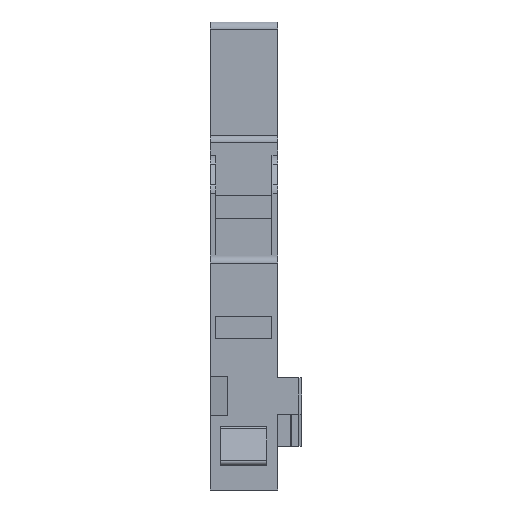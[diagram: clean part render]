
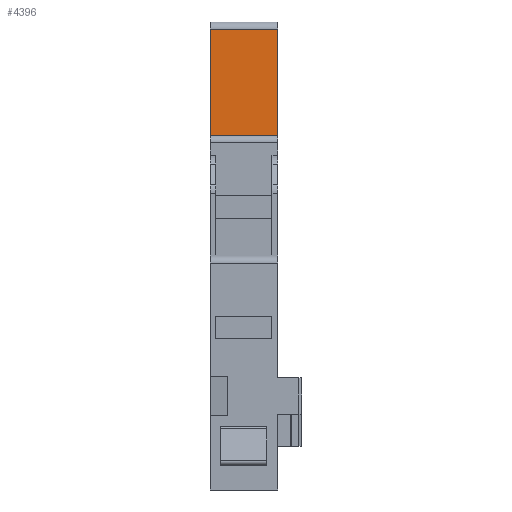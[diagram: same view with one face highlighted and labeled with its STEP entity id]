
A CAD part, front view. The second image highlights one B-rep face of the part: STEP entity #4396.
In plain terms, the highlighted planar face has unit normal (0, -1, 0).
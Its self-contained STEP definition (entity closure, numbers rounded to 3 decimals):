
#115 = PLANE ( 'NONE',  #6214 ) ;
#699 = CARTESIAN_POINT ( 'NONE',  ( 0., 21.2, 50. ) ) ;
#1154 = EDGE_CURVE ( 'NONE', #1430, #4137, #4356, .T. ) ;
#1377 = EDGE_LOOP ( 'NONE', ( #2566, #1766, #1735, #8395 ) ) ;
#1430 = VERTEX_POINT ( 'NONE', #2111 ) ;
#1588 = VERTEX_POINT ( 'NONE', #5109 ) ;
#1689 = LINE ( 'NONE', #4045, #4885 ) ;
#1735 = ORIENTED_EDGE ( 'NONE', *, *, #8150, .F. ) ;
#1766 = ORIENTED_EDGE ( 'NONE', *, *, #1154, .F. ) ;
#1816 = LINE ( 'NONE', #6827, #6785 ) ;
#2111 = CARTESIAN_POINT ( 'NONE',  ( 9.5, 21.2, 50. ) ) ;
#2216 = DIRECTION ( 'NONE',  ( 0., 1., 0. ) ) ;
#2566 = ORIENTED_EDGE ( 'NONE', *, *, #5714, .T. ) ;
#3260 = DIRECTION ( 'NONE',  ( -1., 0., 0. ) ) ;
#3415 = DIRECTION ( 'NONE',  ( 0., 0., -1. ) ) ;
#4045 = CARTESIAN_POINT ( 'NONE',  ( 9.5, 21.2, 50. ) ) ;
#4137 = VERTEX_POINT ( 'NONE', #7116 ) ;
#4356 = LINE ( 'NONE', #7459, #4976 ) ;
#4396 = ADVANCED_FACE ( 'NONE', ( #8538 ), #115, .F. ) ;
#4417 = EDGE_CURVE ( 'NONE', #1588, #5553, #1816, .T. ) ;
#4885 = VECTOR ( 'NONE', #8135, 1000. ) ;
#4976 = VECTOR ( 'NONE', #3260, 1000. ) ;
#5109 = CARTESIAN_POINT ( 'NONE',  ( 9.5, 21.2, 65. ) ) ;
#5320 = CARTESIAN_POINT ( 'NONE',  ( 0., 21.2, 65. ) ) ;
#5508 = VECTOR ( 'NONE', #3415, 1000. ) ;
#5553 = VERTEX_POINT ( 'NONE', #5320 ) ;
#5714 = EDGE_CURVE ( 'NONE', #5553, #4137, #8123, .T. ) ;
#6133 = CARTESIAN_POINT ( 'NONE',  ( 9.5, 21.2, 50. ) ) ;
#6214 = AXIS2_PLACEMENT_3D ( 'NONE', #6133, #2216, #8112 ) ;
#6772 = DIRECTION ( 'NONE',  ( -1., 0., 0. ) ) ;
#6785 = VECTOR ( 'NONE', #6772, 1000. ) ;
#6827 = CARTESIAN_POINT ( 'NONE',  ( 9.5, 21.2, 65. ) ) ;
#7116 = CARTESIAN_POINT ( 'NONE',  ( 0., 21.2, 50. ) ) ;
#7459 = CARTESIAN_POINT ( 'NONE',  ( 9.5, 21.2, 50. ) ) ;
#8112 = DIRECTION ( 'NONE',  ( 0., 0., 1. ) ) ;
#8123 = LINE ( 'NONE', #699, #5508 ) ;
#8135 = DIRECTION ( 'NONE',  ( 0., 0., -1. ) ) ;
#8150 = EDGE_CURVE ( 'NONE', #1588, #1430, #1689, .T. ) ;
#8395 = ORIENTED_EDGE ( 'NONE', *, *, #4417, .T. ) ;
#8538 = FACE_OUTER_BOUND ( 'NONE', #1377, .T. ) ;
